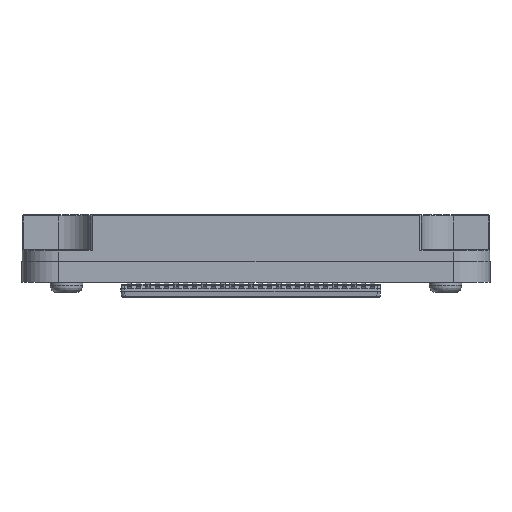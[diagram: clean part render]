
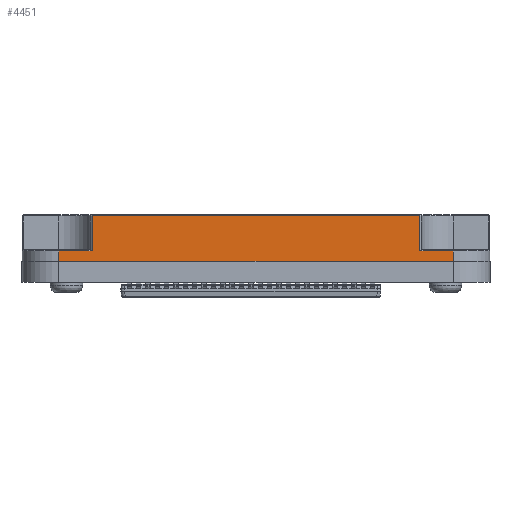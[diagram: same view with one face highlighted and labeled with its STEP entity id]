
A CAD part, left-side view. The second image highlights one B-rep face of the part: STEP entity #4451.
In plain terms, the highlighted planar face has unit normal (-1, 0, 0).
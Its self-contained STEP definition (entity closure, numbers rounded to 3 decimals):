
#2878=EDGE_CURVE('',#2879,#2881,#2883,.F.);
#2879=VERTEX_POINT('',#2880);
#2880=CARTESIAN_POINT('',(-32.5,16.86,0.0));
#2881=VERTEX_POINT('',#2882);
#2882=CARTESIAN_POINT('',(-32.5,16.86,0.9));
#2883=LINE('',#2884,#2885);
#2884=CARTESIAN_POINT('',(-32.5,16.86,4.0));
#2885=VECTOR('',#2886,1.0);
#2886=DIRECTION('',(0.0,0.0,-1.0));
#4417=VERTEX_POINT('',#4418);
#4418=CARTESIAN_POINT('',(-32.5,-16.86,0.0));
#4425=EDGE_CURVE('',#4417,#2879,#4426,.F.);
#4426=LINE('',#4427,#4428);
#4427=CARTESIAN_POINT('',(-32.5,16.86,0.0));
#4428=VECTOR('',#4429,1.0);
#4429=DIRECTION('',(0.0,-1.0,0.0));
#4451=ADVANCED_FACE('',(#4452),#4502,.F.);
#4452=FACE_BOUND('',#4453,.T.);
#4453=EDGE_LOOP('',(#4454,#4464,#4470,#4471,#4472,#4480,#4488,#4496));
#4454=ORIENTED_EDGE('',*,*,#4455,.T.);
#4455=EDGE_CURVE('',#4456,#4458,#4460,.T.);
#4456=VERTEX_POINT('',#4457);
#4457=CARTESIAN_POINT('',(-32.5,14.015,3.9));
#4458=VERTEX_POINT('',#4459);
#4459=CARTESIAN_POINT('',(-32.5,14.015,0.9));
#4460=LINE('',#4461,#4462);
#4461=CARTESIAN_POINT('',(-32.5,14.015,4.0));
#4462=VECTOR('',#4463,1.0);
#4463=DIRECTION('',(0.0,0.0,-1.0));
#4464=ORIENTED_EDGE('',*,*,#4465,.T.);
#4465=EDGE_CURVE('',#4458,#2881,#4466,.T.);
#4466=LINE('',#4467,#4468);
#4467=CARTESIAN_POINT('',(-32.5,16.86,0.9));
#4468=VECTOR('',#4469,1.0);
#4469=DIRECTION('',(0.0,1.0,0.0));
#4470=ORIENTED_EDGE('',*,*,#2878,.F.);
#4471=ORIENTED_EDGE('',*,*,#4425,.F.);
#4472=ORIENTED_EDGE('',*,*,#4473,.T.);
#4473=EDGE_CURVE('',#4417,#4474,#4476,.F.);
#4474=VERTEX_POINT('',#4475);
#4475=CARTESIAN_POINT('',(-32.5,-16.86,0.9));
#4476=LINE('',#4477,#4478);
#4477=CARTESIAN_POINT('',(-32.5,-16.86,4.0));
#4478=VECTOR('',#4479,1.0);
#4479=DIRECTION('',(0.0,0.0,-1.0));
#4480=ORIENTED_EDGE('',*,*,#4481,.T.);
#4481=EDGE_CURVE('',#4474,#4482,#4484,.T.);
#4482=VERTEX_POINT('',#4483);
#4483=CARTESIAN_POINT('',(-32.5,-14.015,0.9));
#4484=LINE('',#4485,#4486);
#4485=CARTESIAN_POINT('',(-32.5,16.86,0.9));
#4486=VECTOR('',#4487,1.0);
#4487=DIRECTION('',(0.0,1.0,0.0));
#4488=ORIENTED_EDGE('',*,*,#4489,.T.);
#4489=EDGE_CURVE('',#4482,#4490,#4492,.T.);
#4490=VERTEX_POINT('',#4491);
#4491=CARTESIAN_POINT('',(-32.5,-14.015,3.9));
#4492=LINE('',#4493,#4494);
#4493=CARTESIAN_POINT('',(-32.5,-14.015,4.0));
#4494=VECTOR('',#4495,1.0);
#4495=DIRECTION('',(0.0,0.0,1.0));
#4496=ORIENTED_EDGE('',*,*,#4497,.T.);
#4497=EDGE_CURVE('',#4490,#4456,#4498,.T.);
#4498=LINE('',#4499,#4500);
#4499=CARTESIAN_POINT('',(-32.5,14.115,3.9));
#4500=VECTOR('',#4501,1.0);
#4501=DIRECTION('',(0.0,1.0,0.0));
#4502=PLANE('',#4503);
#4503=AXIS2_PLACEMENT_3D('',#4504,#4505,#4506);
#4504=CARTESIAN_POINT('',(-32.5,16.86,4.0));
#4505=DIRECTION('',(1.0,0.0,0.0));
#4506=DIRECTION('',(0.0,0.0,-1.0));
